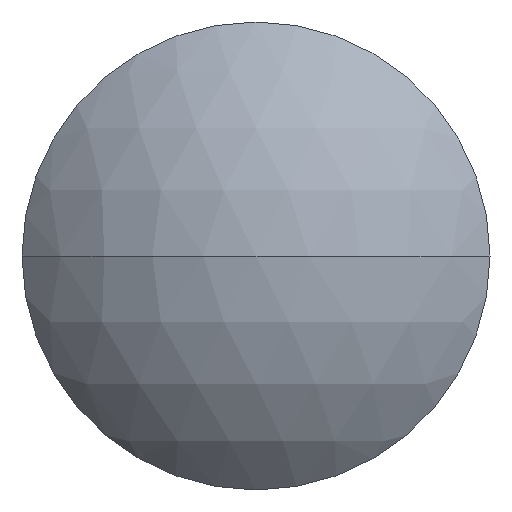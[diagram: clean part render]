
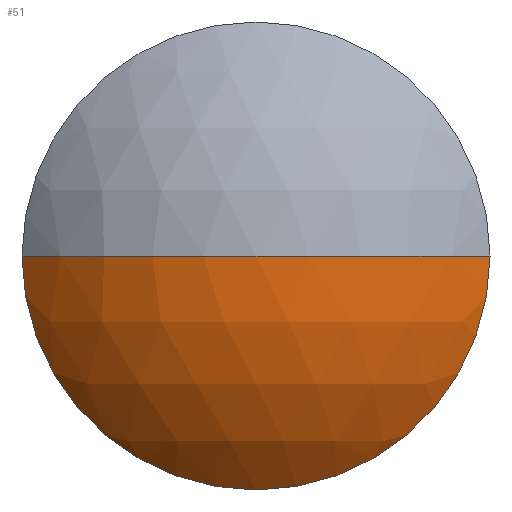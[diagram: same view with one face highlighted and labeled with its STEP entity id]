
A CAD part, left-side view. The second image highlights one B-rep face of the part: STEP entity #51.
In plain terms, the highlighted spherical face has radius 7.522 mm.
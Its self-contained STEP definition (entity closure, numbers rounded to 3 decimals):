
#7 = CARTESIAN_POINT ( 'NONE',  ( 7.522, 0., 0. ) ) ;
#14 = AXIS2_PLACEMENT_3D ( 'NONE', #117, #183, #104 ) ;
#36 = AXIS2_PLACEMENT_3D ( 'NONE', #7, #121, #186 ) ;
#37 = FACE_OUTER_BOUND ( 'NONE', #50, .T. ) ;
#40 = DIRECTION ( 'NONE',  ( 0., 0., -1. ) ) ;
#41 = CARTESIAN_POINT ( 'NONE',  ( 7.522, 0., 0. ) ) ;
#50 = EDGE_LOOP ( 'NONE', ( #193, #168, #52 ) ) ;
#51 = ADVANCED_FACE ( 'NONE', ( #37 ), #55, .T. ) ;
#52 = ORIENTED_EDGE ( 'NONE', *, *, #63, .F. ) ;
#55 = SPHERICAL_SURFACE ( 'NONE', #89, 7.522 ) ;
#63 = EDGE_CURVE ( 'NONE', #83, #94, #135, .T. ) ;
#83 = VERTEX_POINT ( 'NONE', #111 ) ;
#89 = AXIS2_PLACEMENT_3D ( 'NONE', #41, #40, #129 ) ;
#93 = CIRCLE ( 'NONE', #14, 7.522 ) ;
#94 = VERTEX_POINT ( 'NONE', #130 ) ;
#95 = DIRECTION ( 'NONE',  ( 0., 1., 0. ) ) ;
#99 = VERTEX_POINT ( 'NONE', #145 ) ;
#104 = DIRECTION ( 'NONE',  ( 0., 1., 0. ) ) ;
#111 = CARTESIAN_POINT ( 'NONE',  ( 2.5, -5.6, 0. ) ) ;
#117 = CARTESIAN_POINT ( 'NONE',  ( 7.522, 0., 0. ) ) ;
#120 = CIRCLE ( 'NONE', #36, 7.522 ) ;
#121 = DIRECTION ( 'NONE',  ( 0., 0., 1. ) ) ;
#129 = DIRECTION ( 'NONE',  ( 0., -1., 0. ) ) ;
#130 = CARTESIAN_POINT ( 'NONE',  ( 2.5, 5.6, 0. ) ) ;
#133 = DIRECTION ( 'NONE',  ( 1., 0., 0. ) ) ;
#135 = CIRCLE ( 'NONE', #160, 5.6 ) ;
#145 = CARTESIAN_POINT ( 'NONE',  ( 0., 0., 0. ) ) ;
#160 = AXIS2_PLACEMENT_3D ( 'NONE', #163, #133, #95 ) ;
#163 = CARTESIAN_POINT ( 'NONE',  ( 2.5, 0., 0. ) ) ;
#168 = ORIENTED_EDGE ( 'NONE', *, *, #171, .T. ) ;
#171 = EDGE_CURVE ( 'NONE', #99, #94, #93, .T. ) ;
#174 = EDGE_CURVE ( 'NONE', #99, #83, #120, .T. ) ;
#183 = DIRECTION ( 'NONE',  ( 0., 0., -1. ) ) ;
#186 = DIRECTION ( 'NONE',  ( 1., 0., 0. ) ) ;
#193 = ORIENTED_EDGE ( 'NONE', *, *, #174, .F. ) ;
